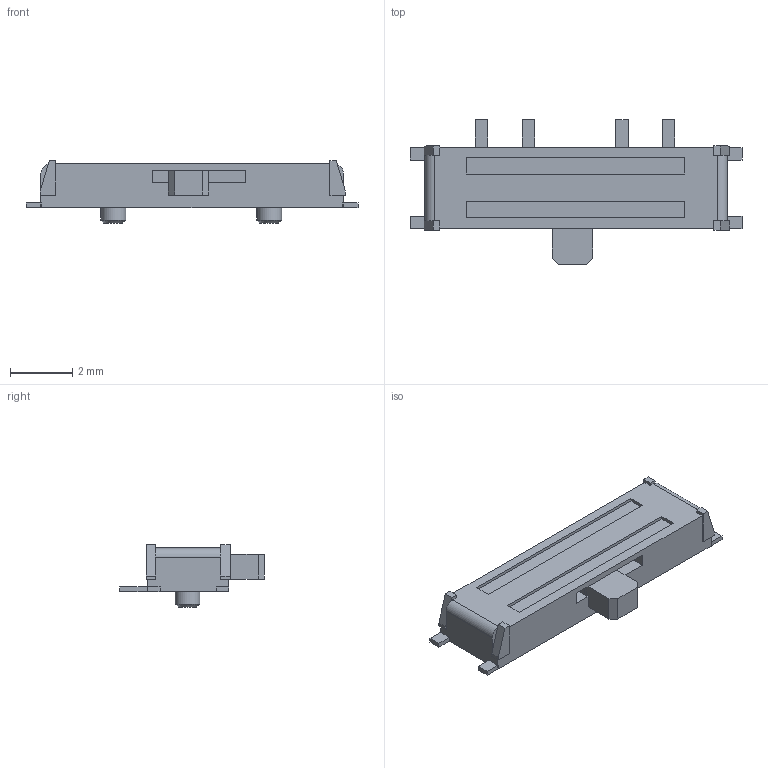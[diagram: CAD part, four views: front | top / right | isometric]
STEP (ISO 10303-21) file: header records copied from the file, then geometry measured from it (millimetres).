
FILE_DESCRIPTION(('FreeCAD Model'),'2;1');
FILE_NAME('Corner001_sp.step','2017-10-23T21:18:26',( 'kicad StepUp'),('ksu MCAD'),'Open CASCADE STEP processor 7.1', 'FreeCAD','Unknown');
FILE_SCHEMA(('AUTOMOTIVE_DESIGN { 1 0 10303 214 1 1 1 1 }'));
Length unit declared in the file: millimetre
Products named in the file (1): Corner001_sp
Bounding box: 10.65 x 4.65 x 2 mm (x, y, z)
Volume: 34.8 mm3; surface area: 112.5 mm2
Topology: 1 solids, 1 shells, 157 faces, 408 edges, 256 vertices
Faces by surface type: plane 151, cylinder 4, cone 2
Full cylindrical faces by diameter (mm): 0.8 x2
Entity records: 2969 total; most frequent: ORIENTED_EDGE 630, EDGE_CURVE 408, CARTESIAN_POINT 386, LINE 313, VERTEX_POINT 256, FACE_BOUND 162, EDGE_LOOP 162, ADVANCED_FACE 157
